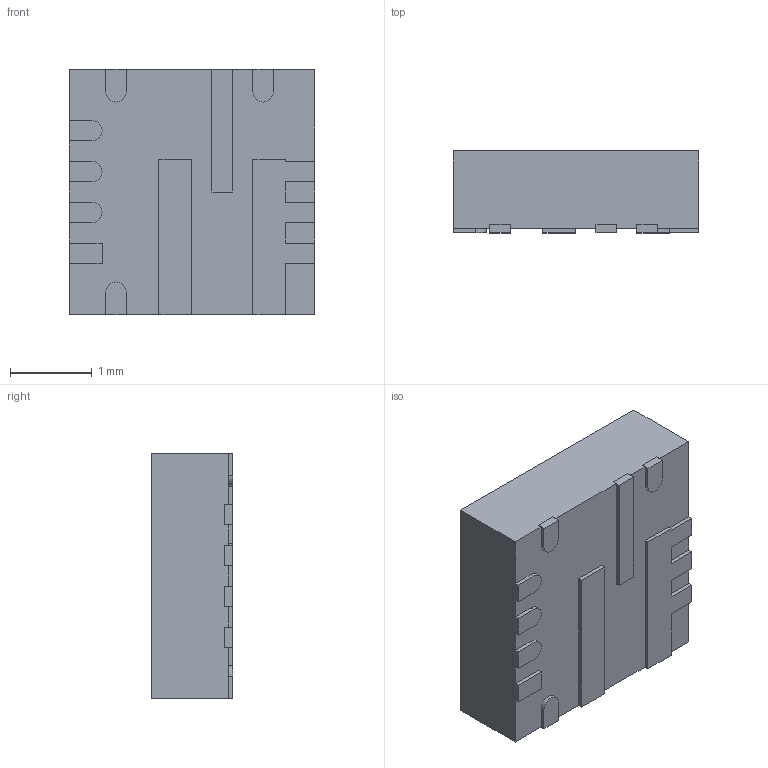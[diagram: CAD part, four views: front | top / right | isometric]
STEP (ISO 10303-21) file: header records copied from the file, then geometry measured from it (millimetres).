
FILE_DESCRIPTION (( 'STEP AP214' ), '1' );
FILE_NAME ('RPA10.STEP', '2023-12-25T14:10:25', ( '' ), ( '' ), 'SwSTEP 2.0', 'SolidWorks 2021', '' );
FILE_SCHEMA (( 'AUTOMOTIVE_DESIGN' ));
Length unit declared in the file: millimetre
Products named in the file (1): RPA10
Bounding box: 3 x 1 x 3 mm (x, y, z)
Volume: 8.7 mm3; surface area: 38.5 mm2
Topology: 12 solids, 12 shells, 141 faces, 348 edges, 232 vertices
Faces by surface type: plane 121, cylinder 20
Entity records: 4255 total; most frequent: CARTESIAN_POINT 722, ORIENTED_EDGE 696, DIRECTION 672, EDGE_CURVE 348, VECTOR 308, LINE 308, VERTEX_POINT 232, AXIS2_PLACEMENT_3D 182
